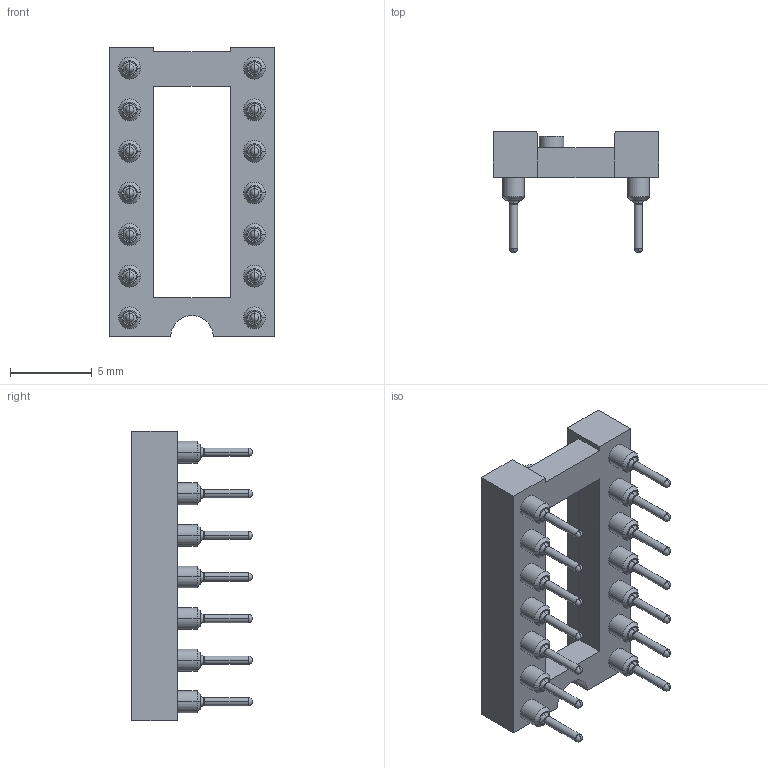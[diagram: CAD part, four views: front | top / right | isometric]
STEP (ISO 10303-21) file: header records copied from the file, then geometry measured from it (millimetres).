
FILE_DESCRIPTION(('STEP AP214'),'1');
FILE_NAME(' ',' ',('TraceParts'),('TraceParts S.A.'),'XStep 1.0',' ',' ');
FILE_SCHEMA(('automotive_design'));
Length unit declared in the file: millimetre
Products named in the file (1): 1
Bounding box: 10.1 x 7.37 x 17.7 mm (x, y, z)
Volume: 297.7 mm3; surface area: 874.7 mm2
Topology: 1 solids, 1 shells, 573 faces, 1284 edges, 728 vertices
Faces by surface type: cone 280, cylinder 145, torus 84, plane 64
Entity records: 29922 total; most frequent: DIRECTION 3128, CARTESIAN_POINT 2530, STYLED_ITEM 2529, PRESENTATION_STYLE_ASSIGNMENT 2529, COLOUR_RGB 2529, ORIENTED_EDGE 2456, AXIS2_PLACEMENT_3D 1326, EDGE_CURVE 1228
